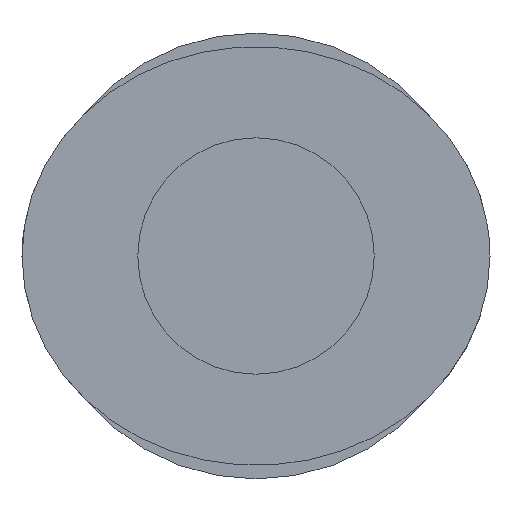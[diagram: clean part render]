
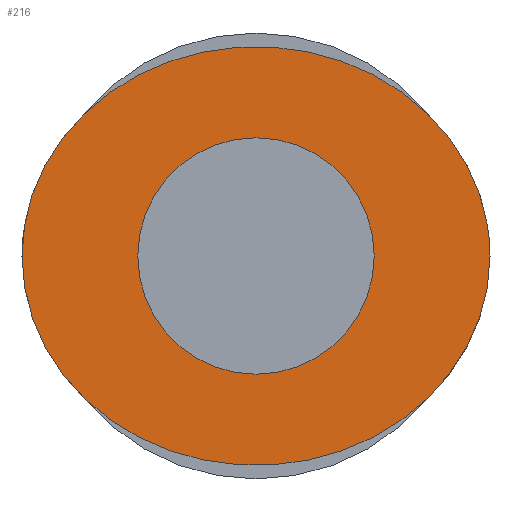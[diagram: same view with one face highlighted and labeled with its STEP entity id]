
A CAD part, front view. The second image highlights one B-rep face of the part: STEP entity #216.
In plain terms, the highlighted planar face has unit normal (0, -1, 0).
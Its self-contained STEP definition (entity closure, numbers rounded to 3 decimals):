
#22=ELLIPSE('',#260,9.5,8.5);
#33=PLANE('',#262);
#65=ORIENTED_EDGE('',*,*,#88,.T.);
#66=ORIENTED_EDGE('',*,*,#86,.F.);
#86=EDGE_CURVE('',#104,#104,#22,.T.);
#88=EDGE_CURVE('',#106,#106,#120,.T.);
#104=VERTEX_POINT('',#459);
#106=VERTEX_POINT('',#464);
#120=CIRCLE('',#263,4.8);
#151=EDGE_LOOP('',(#65));
#152=EDGE_LOOP('',(#66));
#187=FACE_BOUND('',#151,.T.);
#188=FACE_BOUND('',#152,.T.);
#216=ADVANCED_FACE('',(#187,#188),#33,.F.);
#260=AXIS2_PLACEMENT_3D('',#458,#324,#325);
#262=AXIS2_PLACEMENT_3D('',#462,#328,#329);
#263=AXIS2_PLACEMENT_3D('',#463,#330,#331);
#324=DIRECTION('',(0.,1.,0.));
#325=DIRECTION('',(1.,0.,0.));
#328=DIRECTION('',(0.,1.,0.));
#329=DIRECTION('',(0.,0.,1.));
#330=DIRECTION('',(0.,1.,0.));
#331=DIRECTION('',(1.,0.,0.));
#458=CARTESIAN_POINT('',(0.,-3.2,0.));
#459=CARTESIAN_POINT('',(9.5,-3.2,0.));
#462=CARTESIAN_POINT('',(0.,-3.2,0.));
#463=CARTESIAN_POINT('',(0.,-3.2,0.));
#464=CARTESIAN_POINT('',(4.8,-3.2,0.));
